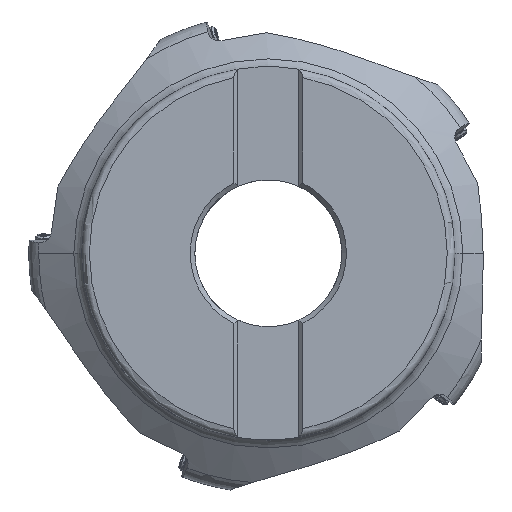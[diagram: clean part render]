
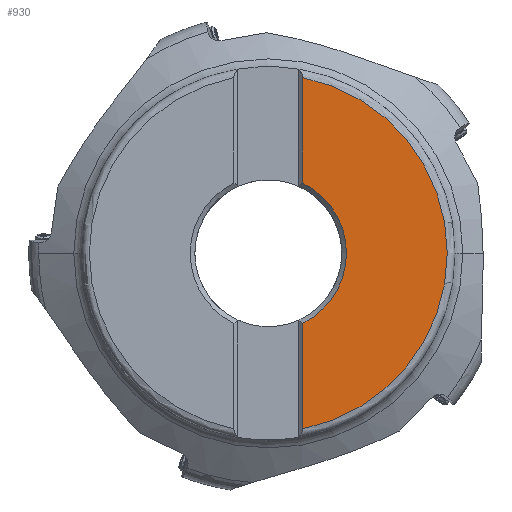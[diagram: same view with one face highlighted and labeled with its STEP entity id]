
A CAD part, top view. The second image highlights one B-rep face of the part: STEP entity #930.
In plain terms, the highlighted planar face has unit normal (0, 0, 1).
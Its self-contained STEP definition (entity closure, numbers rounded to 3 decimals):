
#438=PLANE('',#15105);
#930=ADVANCED_FACE('',(#1949),#438,.T.);
#1949=FACE_OUTER_BOUND('',#2660,.T.);
#2660=EDGE_LOOP('',(#7609,#7610,#7611,#7612,#7613,#7614));
#3080=LINE('',#22198,#3687);
#3081=LINE('',#22272,#3688);
#3687=VECTOR('',#16541,1.);
#3688=VECTOR('',#16556,1.);
#7609=ORIENTED_EDGE('',*,*,#11209,.F.);
#7610=ORIENTED_EDGE('',*,*,#11208,.F.);
#7611=ORIENTED_EDGE('',*,*,#11215,.T.);
#7612=ORIENTED_EDGE('',*,*,#11219,.F.);
#7613=ORIENTED_EDGE('',*,*,#11218,.F.);
#7614=ORIENTED_EDGE('',*,*,#11205,.T.);
#9611=VERTEX_POINT('',#22199);
#9612=VERTEX_POINT('',#22200);
#9613=VERTEX_POINT('',#22241);
#9614=VERTEX_POINT('',#22242);
#9619=VERTEX_POINT('',#22273);
#9621=VERTEX_POINT('',#22284);
#11205=EDGE_CURVE('',#9611,#9612,#3080,.T.);
#11208=EDGE_CURVE('',#9613,#9614,#13137,.T.);
#11209=EDGE_CURVE('',#9614,#9612,#13138,.T.);
#11215=EDGE_CURVE('',#9613,#9619,#3081,.T.);
#11218=EDGE_CURVE('',#9611,#9621,#13142,.T.);
#11219=EDGE_CURVE('',#9621,#9619,#13143,.T.);
#13137=CIRCLE('',#14377,46.385);
#13138=CIRCLE('',#14378,46.385);
#13142=CIRCLE('',#14384,20.25);
#13143=CIRCLE('',#14385,20.25);
#14377=AXIS2_PLACEMENT_3D('',#22240,#16544,#16545);
#14378=AXIS2_PLACEMENT_3D('',#22243,#16546,#16547);
#14384=AXIS2_PLACEMENT_3D('',#22283,#16560,#16561);
#14385=AXIS2_PLACEMENT_3D('',#22285,#16562,#16563);
#15105=AXIS2_PLACEMENT_3D('',#27124,#18270,#18271);
#16541=DIRECTION('',(0.,-1.,0.));
#16544=DIRECTION('',(0.,0.,-1.));
#16545=DIRECTION('',(0.193,0.981,0.));
#16546=DIRECTION('',(0.,0.,-1.));
#16547=DIRECTION('',(1.,0.,0.));
#16556=DIRECTION('',(0.,-1.,0.));
#16560=DIRECTION('',(0.,0.,1.));
#16561=DIRECTION('',(0.441,-0.897,0.));
#16562=DIRECTION('',(0.,0.,1.));
#16563=DIRECTION('',(1.,0.,0.));
#18270=DIRECTION('',(0.,0.,1.));
#18271=DIRECTION('',(1.,0.,0.));
#22198=CARTESIAN_POINT('',(8.938,-18.171,0.));
#22199=CARTESIAN_POINT('',(8.938,-18.171,0.));
#22200=CARTESIAN_POINT('',(8.937,-45.516,0.));
#22240=CARTESIAN_POINT('',(0.,0.,0.));
#22241=CARTESIAN_POINT('',(8.938,45.516,0.));
#22242=CARTESIAN_POINT('',(46.385,-0.021,0.));
#22243=CARTESIAN_POINT('',(0.,0.,0.));
#22272=CARTESIAN_POINT('',(8.938,45.516,0.));
#22273=CARTESIAN_POINT('',(8.938,18.171,0.));
#22283=CARTESIAN_POINT('',(0.,0.,0.));
#22284=CARTESIAN_POINT('',(20.25,0.,0.));
#22285=CARTESIAN_POINT('',(0.,0.,0.));
#27124=CARTESIAN_POINT('',(27.662,0.,0.));
